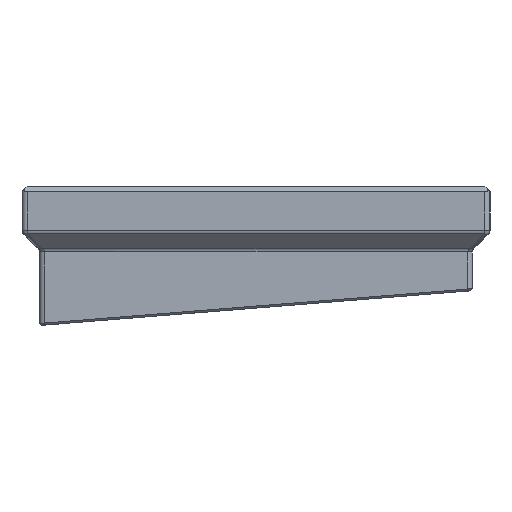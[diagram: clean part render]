
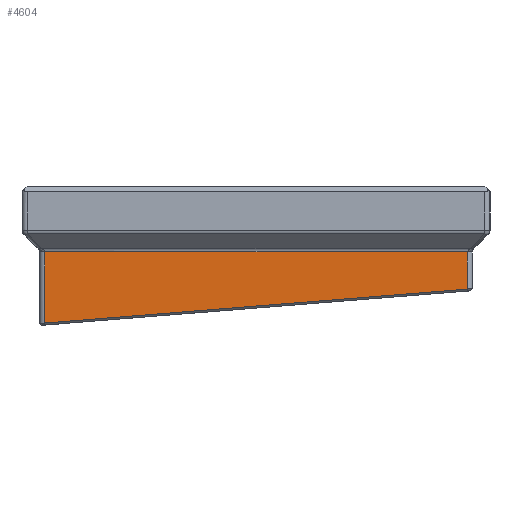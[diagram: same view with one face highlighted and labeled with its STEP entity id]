
A CAD part, left-side view. The second image highlights one B-rep face of the part: STEP entity #4604.
In plain terms, the highlighted planar face has unit normal (-1, 0, 0).
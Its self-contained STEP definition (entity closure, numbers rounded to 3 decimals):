
#373=PLANE('',#4888);
#508=FACE_OUTER_BOUND('',#782,.T.);
#782=EDGE_LOOP('',(#3295,#3296,#3297,#3298,#3299));
#1071=B_SPLINE_CURVE_WITH_KNOTS('',3,(#6788,#6789,#6790,#6791),
 .UNSPECIFIED.,.F.,.F.,(4,4),(1.539,1.571),
 .UNSPECIFIED.);
#1146=LINE('',#6747,#1576);
#1173=LINE('',#6920,#1603);
#1184=LINE('',#7118,#1614);
#1188=LINE('',#7128,#1618);
#1576=VECTOR('',#5298,10.);
#1603=VECTOR('',#5341,10.);
#1614=VECTOR('',#5382,10.);
#1618=VECTOR('',#5394,10.);
#1987=VERTEX_POINT('',#6544);
#2007=VERTEX_POINT('',#6740);
#2010=VERTEX_POINT('',#6745);
#2052=VERTEX_POINT('',#6919);
#2084=VERTEX_POINT('',#7116);
#2466=EDGE_CURVE('',#2010,#2007,#1146,.T.);
#2469=EDGE_CURVE('',#1987,#2010,#1071,.T.);
#2514=EDGE_CURVE('',#2007,#2052,#1173,.T.);
#2548=EDGE_CURVE('',#2084,#1987,#1184,.T.);
#2553=EDGE_CURVE('',#2052,#2084,#1188,.T.);
#3295=ORIENTED_EDGE('',*,*,#2469,.F.);
#3296=ORIENTED_EDGE('',*,*,#2548,.F.);
#3297=ORIENTED_EDGE('',*,*,#2553,.F.);
#3298=ORIENTED_EDGE('',*,*,#2514,.F.);
#3299=ORIENTED_EDGE('',*,*,#2466,.F.);
#4604=ADVANCED_FACE('',(#508),#373,.T.);
#4888=AXIS2_PLACEMENT_3D('',#7127,#5392,#5393);
#5298=DIRECTION('',(0.,0.997,-0.08));
#5341=DIRECTION('',(0.,0.,1.));
#5382=DIRECTION('',(0.,0.,-1.));
#5392=DIRECTION('center_axis',(-1.,0.,0.));
#5393=DIRECTION('ref_axis',(0.,1.,0.));
#5394=DIRECTION('',(0.,-1.,0.));
#6544=CARTESIAN_POINT('',(49.89,-126.44,-9.701));
#6740=CARTESIAN_POINT('',(49.89,-42.19,-16.48));
#6745=CARTESIAN_POINT('',(49.89,-126.408,-9.704));
#6747=CARTESIAN_POINT('',(49.89,-105.625,-11.376));
#6788=CARTESIAN_POINT('Ctrl Pts',(49.89,-126.44,-9.701));
#6789=CARTESIAN_POINT('Ctrl Pts',(49.89,-126.429,-9.702));
#6790=CARTESIAN_POINT('Ctrl Pts',(49.89,-126.419,-9.703));
#6791=CARTESIAN_POINT('Ctrl Pts',(49.89,-126.408,-9.704));
#6919=CARTESIAN_POINT('',(49.89,-42.19,-2.314));
#6920=CARTESIAN_POINT('',(49.89,-42.19,1.6));
#7116=CARTESIAN_POINT('',(49.89,-126.44,-2.314));
#7118=CARTESIAN_POINT('',(49.89,-126.44,1.6));
#7127=CARTESIAN_POINT('Origin',(49.89,-125.94,1.6));
#7128=CARTESIAN_POINT('',(49.89,-93.471,-2.314));
